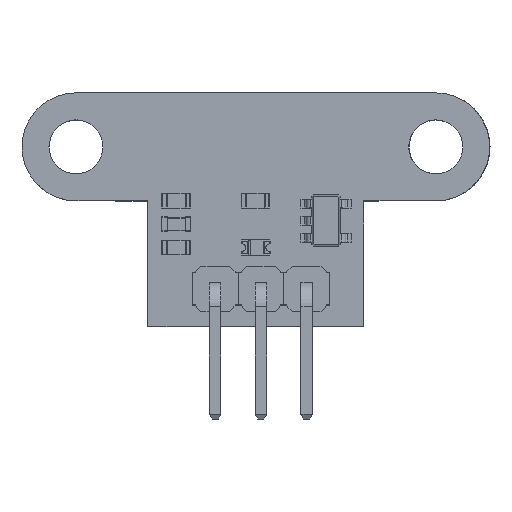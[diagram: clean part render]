
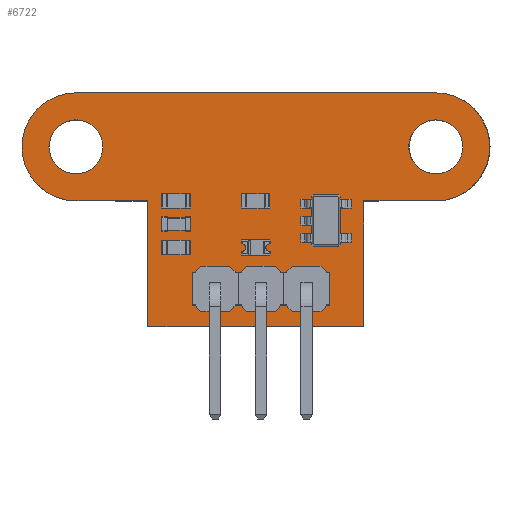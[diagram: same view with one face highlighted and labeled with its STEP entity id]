
A CAD part, top view. The second image highlights one B-rep face of the part: STEP entity #6722.
In plain terms, the highlighted planar face has unit normal (0, 0, 1).
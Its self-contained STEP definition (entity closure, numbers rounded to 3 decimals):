
#19=FACE_BOUND('',#904,.T.);
#20=FACE_BOUND('',#905,.T.);
#21=FACE_BOUND('',#906,.T.);
#22=FACE_BOUND('',#907,.T.);
#23=FACE_BOUND('',#908,.T.);
#294=CIRCLE('',#7290,3.);
#301=CIRCLE('',#7301,3.);
#302=CIRCLE('',#7302,1.5);
#303=CIRCLE('',#7303,0.5);
#304=CIRCLE('',#7304,0.5);
#305=CIRCLE('',#7305,0.5);
#306=CIRCLE('',#7306,1.5);
#533=FACE_OUTER_BOUND('',#903,.T.);
#903=EDGE_LOOP('',(#5152,#5153,#5154,#5155,#5156,#5157,#5158,#5159));
#904=EDGE_LOOP('',(#5160));
#905=EDGE_LOOP('',(#5161));
#906=EDGE_LOOP('',(#5162));
#907=EDGE_LOOP('',(#5163));
#908=EDGE_LOOP('',(#5164));
#1489=LINE('',#10505,#2254);
#1492=LINE('',#10511,#2257);
#1497=LINE('',#10536,#2262);
#1498=LINE('',#10538,#2263);
#1499=LINE('',#10540,#2264);
#1500=LINE('',#10541,#2265);
#2254=VECTOR('',#8562,1.);
#2257=VECTOR('',#8567,1.);
#2262=VECTOR('',#8590,1.);
#2263=VECTOR('',#8591,1.);
#2264=VECTOR('',#8592,1.);
#2265=VECTOR('',#8593,1.);
#2933=VERTEX_POINT('',#10493);
#2935=VERTEX_POINT('',#10497);
#2937=VERTEX_POINT('',#10502);
#2939=VERTEX_POINT('',#10509);
#2949=VERTEX_POINT('',#10533);
#2950=VERTEX_POINT('',#10535);
#2951=VERTEX_POINT('',#10537);
#2952=VERTEX_POINT('',#10539);
#2953=VERTEX_POINT('',#10542);
#2954=VERTEX_POINT('',#10544);
#2955=VERTEX_POINT('',#10546);
#2956=VERTEX_POINT('',#10548);
#2957=VERTEX_POINT('',#10550);
#3698=EDGE_CURVE('',#2933,#2935,#294,.T.);
#3701=EDGE_CURVE('',#2937,#2933,#1489,.T.);
#3704=EDGE_CURVE('',#2935,#2939,#1492,.T.);
#3715=EDGE_CURVE('',#2939,#2949,#301,.T.);
#3716=EDGE_CURVE('',#2949,#2950,#1497,.T.);
#3717=EDGE_CURVE('',#2950,#2951,#1498,.T.);
#3718=EDGE_CURVE('',#2951,#2952,#1499,.T.);
#3719=EDGE_CURVE('',#2952,#2937,#1500,.T.);
#3720=EDGE_CURVE('',#2953,#2953,#302,.T.);
#3721=EDGE_CURVE('',#2954,#2954,#303,.T.);
#3722=EDGE_CURVE('',#2955,#2955,#304,.T.);
#3723=EDGE_CURVE('',#2956,#2956,#305,.T.);
#3724=EDGE_CURVE('',#2957,#2957,#306,.T.);
#5152=ORIENTED_EDGE('',*,*,#3698,.T.);
#5153=ORIENTED_EDGE('',*,*,#3704,.T.);
#5154=ORIENTED_EDGE('',*,*,#3715,.T.);
#5155=ORIENTED_EDGE('',*,*,#3716,.T.);
#5156=ORIENTED_EDGE('',*,*,#3717,.T.);
#5157=ORIENTED_EDGE('',*,*,#3718,.T.);
#5158=ORIENTED_EDGE('',*,*,#3719,.T.);
#5159=ORIENTED_EDGE('',*,*,#3701,.T.);
#5160=ORIENTED_EDGE('',*,*,#3720,.F.);
#5161=ORIENTED_EDGE('',*,*,#3721,.F.);
#5162=ORIENTED_EDGE('',*,*,#3722,.F.);
#5163=ORIENTED_EDGE('',*,*,#3723,.F.);
#5164=ORIENTED_EDGE('',*,*,#3724,.F.);
#6042=PLANE('',#7300);
#6722=ADVANCED_FACE('',(#533,#19,#20,#21,#22,#23),#6042,.T.);
#7290=AXIS2_PLACEMENT_3D('',#10499,#8556,#8557);
#7300=AXIS2_PLACEMENT_3D('',#10532,#8586,#8587);
#7301=AXIS2_PLACEMENT_3D('',#10534,#8588,#8589);
#7302=AXIS2_PLACEMENT_3D('',#10543,#8594,#8595);
#7303=AXIS2_PLACEMENT_3D('',#10545,#8596,#8597);
#7304=AXIS2_PLACEMENT_3D('',#10547,#8598,#8599);
#7305=AXIS2_PLACEMENT_3D('',#10549,#8600,#8601);
#7306=AXIS2_PLACEMENT_3D('',#10551,#8602,#8603);
#8556=DIRECTION('center_axis',(0.,0.,1.));
#8557=DIRECTION('ref_axis',(1.,0.,0.));
#8562=DIRECTION('',(1.,0.,0.));
#8567=DIRECTION('',(-1.,0.,0.));
#8586=DIRECTION('center_axis',(0.,0.,1.));
#8587=DIRECTION('ref_axis',(1.,0.,0.));
#8588=DIRECTION('center_axis',(0.,0.,1.));
#8589=DIRECTION('ref_axis',(1.,0.,0.));
#8590=DIRECTION('',(1.,0.,0.));
#8591=DIRECTION('',(0.,-1.,0.));
#8592=DIRECTION('',(1.,0.,0.));
#8593=DIRECTION('',(0.,1.,0.));
#8594=DIRECTION('center_axis',(0.,0.,1.));
#8595=DIRECTION('ref_axis',(1.,0.,0.));
#8596=DIRECTION('center_axis',(0.,0.,1.));
#8597=DIRECTION('ref_axis',(1.,0.,0.));
#8598=DIRECTION('center_axis',(0.,0.,1.));
#8599=DIRECTION('ref_axis',(1.,0.,0.));
#8600=DIRECTION('center_axis',(0.,0.,1.));
#8601=DIRECTION('ref_axis',(1.,0.,0.));
#8602=DIRECTION('center_axis',(0.,0.,1.));
#8603=DIRECTION('ref_axis',(1.,0.,0.));
#10493=CARTESIAN_POINT('',(23.,-6.,1.6));
#10497=CARTESIAN_POINT('',(23.,0.,1.6));
#10499=CARTESIAN_POINT('Origin',(23.,-3.,1.6));
#10502=CARTESIAN_POINT('',(19.,-6.,1.6));
#10505=CARTESIAN_POINT('',(19.,-6.,1.6));
#10509=CARTESIAN_POINT('',(3.,0.,1.6));
#10511=CARTESIAN_POINT('',(23.,0.,1.6));
#10532=CARTESIAN_POINT('Origin',(13.,-5.431,1.6));
#10533=CARTESIAN_POINT('',(3.,-6.,1.6));
#10534=CARTESIAN_POINT('Origin',(3.,-3.,1.6));
#10535=CARTESIAN_POINT('',(7.,-6.,1.6));
#10536=CARTESIAN_POINT('',(3.,-6.,1.6));
#10537=CARTESIAN_POINT('',(7.,-13.,1.6));
#10538=CARTESIAN_POINT('',(7.,-6.,1.6));
#10539=CARTESIAN_POINT('',(19.,-13.,1.6));
#10540=CARTESIAN_POINT('',(7.,-13.,1.6));
#10541=CARTESIAN_POINT('',(19.,-13.,1.6));
#10542=CARTESIAN_POINT('',(21.5,-3.,1.6));
#10543=CARTESIAN_POINT('Origin',(23.,-3.,1.6));
#10544=CARTESIAN_POINT('',(10.22,-10.9,1.6));
#10545=CARTESIAN_POINT('Origin',(10.72,-10.9,1.6));
#10546=CARTESIAN_POINT('',(12.76,-10.9,1.6));
#10547=CARTESIAN_POINT('Origin',(13.26,-10.9,1.6));
#10548=CARTESIAN_POINT('',(15.3,-10.9,1.6));
#10549=CARTESIAN_POINT('Origin',(15.8,-10.9,1.6));
#10550=CARTESIAN_POINT('',(1.5,-3.,1.6));
#10551=CARTESIAN_POINT('Origin',(3.,-3.,1.6));
